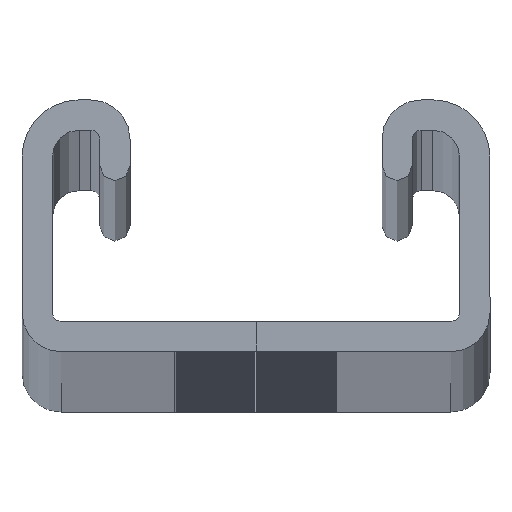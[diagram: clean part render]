
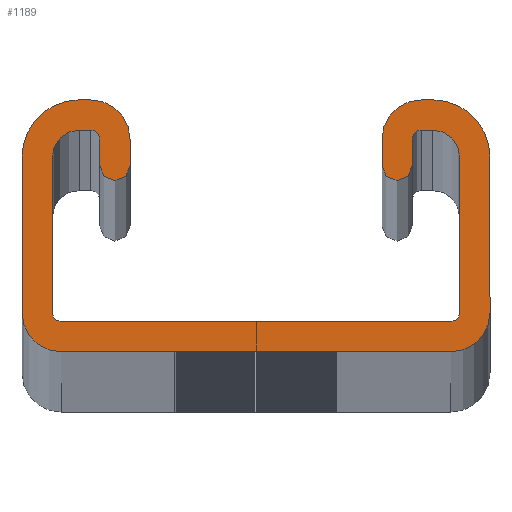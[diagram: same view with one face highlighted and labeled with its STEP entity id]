
A CAD part, top view. The second image highlights one B-rep face of the part: STEP entity #1189.
In plain terms, the highlighted planar face has unit normal (0, 0, 1).
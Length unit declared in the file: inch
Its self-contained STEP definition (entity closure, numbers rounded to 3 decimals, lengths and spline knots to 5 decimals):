
#1189=ADVANCED_FACE('',(#2493),#2494,.T.);
#2493=FACE_OUTER_BOUND('',#5463,.T.);
#2494=PLANE('',#5464);
#5463=EDGE_LOOP('',(#8599,#8600,#8601,#8602,#8603,#8604,#8605,#8606,#8607,#8608,#8609,#8610,#8611,#8612,#8613,#8614,#8615,#8616,#8617,#8618,#8619,#8620,#8621,#8622,#8623,#8624,#8625,#8626));
#5464=AXIS2_PLACEMENT_3D('',#8627,#8628,#8629);
#8599=ORIENTED_EDGE('',*,*,#8838,.F.);
#8600=ORIENTED_EDGE('',*,*,#9228,.F.);
#8601=ORIENTED_EDGE('',*,*,#9140,.F.);
#8602=ORIENTED_EDGE('',*,*,#9668,.F.);
#8603=ORIENTED_EDGE('',*,*,#8994,.F.);
#8604=ORIENTED_EDGE('',*,*,#8938,.F.);
#8605=ORIENTED_EDGE('',*,*,#8821,.F.);
#8606=ORIENTED_EDGE('',*,*,#9883,.F.);
#8607=ORIENTED_EDGE('',*,*,#10065,.F.);
#8608=ORIENTED_EDGE('',*,*,#9002,.F.);
#8609=ORIENTED_EDGE('',*,*,#10198,.F.);
#8610=ORIENTED_EDGE('',*,*,#9173,.F.);
#8611=ORIENTED_EDGE('',*,*,#8724,.F.);
#8612=ORIENTED_EDGE('',*,*,#9463,.F.);
#8613=ORIENTED_EDGE('',*,*,#8681,.F.);
#8614=ORIENTED_EDGE('',*,*,#9815,.F.);
#8615=ORIENTED_EDGE('',*,*,#9575,.F.);
#8616=ORIENTED_EDGE('',*,*,#9959,.F.);
#8617=ORIENTED_EDGE('',*,*,#9379,.F.);
#8618=ORIENTED_EDGE('',*,*,#9361,.F.);
#8619=ORIENTED_EDGE('',*,*,#9203,.F.);
#8620=ORIENTED_EDGE('',*,*,#8825,.F.);
#8621=ORIENTED_EDGE('',*,*,#9186,.F.);
#8622=ORIENTED_EDGE('',*,*,#10177,.F.);
#8623=ORIENTED_EDGE('',*,*,#9517,.F.);
#8624=ORIENTED_EDGE('',*,*,#8941,.F.);
#8625=ORIENTED_EDGE('',*,*,#10073,.F.);
#8626=ORIENTED_EDGE('',*,*,#10148,.F.);
#8627=CARTESIAN_POINT('',(0.,0.36209,120.0));
#8628=DIRECTION('',(0.0,0.0,1.0));
#8629=DIRECTION('',(1.0,0.0,0.0));
#8681=EDGE_CURVE('',#10258,#10259,#10260,.T.);
#8724=EDGE_CURVE('',#10339,#10340,#10341,.T.);
#8821=EDGE_CURVE('',#10510,#10511,#10512,.T.);
#8825=EDGE_CURVE('',#10516,#10517,#10518,.T.);
#8838=EDGE_CURVE('',#10537,#10538,#10539,.T.);
#8938=EDGE_CURVE('',#10511,#10711,#10712,.T.);
#8941=EDGE_CURVE('',#10715,#10716,#10717,.T.);
#8994=EDGE_CURVE('',#10711,#10808,#10809,.T.);
#9002=EDGE_CURVE('',#10821,#10822,#10823,.T.);
#9140=EDGE_CURVE('',#11049,#11050,#11051,.T.);
#9173=EDGE_CURVE('',#10340,#11106,#11107,.T.);
#9186=EDGE_CURVE('',#11128,#10516,#11129,.T.);
#9203=EDGE_CURVE('',#10517,#11156,#11157,.T.);
#9228=EDGE_CURVE('',#11050,#10537,#11196,.T.);
#9361=EDGE_CURVE('',#11156,#11405,#11406,.T.);
#9379=EDGE_CURVE('',#11405,#11430,#11431,.T.);
#9463=EDGE_CURVE('',#10259,#10339,#11557,.T.);
#9517=EDGE_CURVE('',#10716,#11643,#11644,.T.);
#9575=EDGE_CURVE('',#11728,#11729,#11730,.T.);
#9668=EDGE_CURVE('',#10808,#11049,#11865,.T.);
#9815=EDGE_CURVE('',#11729,#10258,#12080,.T.);
#9883=EDGE_CURVE('',#12162,#10510,#12163,.T.);
#9959=EDGE_CURVE('',#11430,#11728,#12264,.T.);
#10065=EDGE_CURVE('',#10822,#12162,#12395,.T.);
#10073=EDGE_CURVE('',#12403,#10715,#12404,.T.);
#10148=EDGE_CURVE('',#10538,#12403,#12479,.T.);
#10177=EDGE_CURVE('',#11643,#11128,#12508,.T.);
#10198=EDGE_CURVE('',#11106,#10821,#12529,.T.);
#10258=VERTEX_POINT('',#12632);
#10259=VERTEX_POINT('',#12633);
#10260=CIRCLE('',#12634,0.19875);
#10339=VERTEX_POINT('',#12745);
#10340=VERTEX_POINT('',#12746);
#10341=CIRCLE('',#12747,0.13625);
#10510=VERTEX_POINT('',#13048);
#10511=VERTEX_POINT('',#13049);
#10512=CIRCLE('',#13050,0.09375);
#10516=VERTEX_POINT('',#13056);
#10517=VERTEX_POINT('',#13057);
#10518=LINE('',#13058,#13059);
#10537=VERTEX_POINT('',#13091);
#10538=VERTEX_POINT('',#13092);
#10539=CIRCLE('',#13093,0.09375);
#10711=VERTEX_POINT('',#13395);
#10712=LINE('',#13396,#13397);
#10715=VERTEX_POINT('',#13401);
#10716=VERTEX_POINT('',#13402);
#10717=LINE('',#13403,#13404);
#10808=VERTEX_POINT('',#13576);
#10809=CIRCLE('',#13577,0.03125);
#10821=VERTEX_POINT('',#13598);
#10822=VERTEX_POINT('',#13599);
#10823=LINE('',#13600,#13601);
#11049=VERTEX_POINT('',#14005);
#11050=VERTEX_POINT('',#14006);
#11051=CIRCLE('',#14007,0.03125);
#11106=VERTEX_POINT('',#14107);
#11107=LINE('',#14108,#14109);
#11128=VERTEX_POINT('',#14147);
#11129=CIRCLE('',#14148,0.13625);
#11156=VERTEX_POINT('',#14195);
#11157=CIRCLE('',#14196,0.19875);
#11196=LINE('',#14261,#14262);
#11405=VERTEX_POINT('',#14655);
#11406=LINE('',#14656,#14657);
#11430=VERTEX_POINT('',#14701);
#11431=CIRCLE('',#14702,0.13625);
#11557=LINE('',#14946,#14947);
#11643=VERTEX_POINT('',#15101);
#11644=CIRCLE('',#15102,0.0525);
#11728=VERTEX_POINT('',#15260);
#11729=VERTEX_POINT('',#15261);
#11730=CIRCLE('',#15262,0.13625);
#11865=LINE('',#15600,#15601);
#12080=LINE('',#16080,#16081);
#12162=VERTEX_POINT('',#16235);
#12163=LINE('',#16236,#16237);
#12264=LINE('',#16487,#16488);
#12395=CIRCLE('',#16790,0.03125);
#12403=VERTEX_POINT('',#16801);
#12404=CIRCLE('',#16802,0.03125);
#12479=LINE('',#16898,#16899);
#12508=LINE('',#16933,#16934);
#12529=CIRCLE('',#16956,0.0525);
#12632=CARTESIAN_POINT('',(-0.8125,0.67625,120.0));
#12633=CARTESIAN_POINT('',(-0.61375,0.875,120.0));
#12634=AXIS2_PLACEMENT_3D('',#16977,#16978,#16979);
#12745=CARTESIAN_POINT('',(-0.57375,0.875,120.0));
#12746=CARTESIAN_POINT('',(-0.4375,0.73875,120.0));
#12747=AXIS2_PLACEMENT_3D('',#17042,#17043,#17044);
#13048=CARTESIAN_POINT('',(-0.61375,0.77,120.0));
#13049=CARTESIAN_POINT('',(-0.7075,0.67625,120.0));
#13050=AXIS2_PLACEMENT_3D('',#17093,#17094,#17095);
#13056=CARTESIAN_POINT('',(0.57375,0.875,120.0));
#13057=CARTESIAN_POINT('',(0.61375,0.875,120.0));
#13058=CARTESIAN_POINT('',(0.61375,0.875,120.0));
#13059=VECTOR('',#17098,1.0);
#13091=CARTESIAN_POINT('',(0.7075,0.67625,120.0));
#13092=CARTESIAN_POINT('',(0.61375,0.77,120.0));
#13093=AXIS2_PLACEMENT_3D('',#17106,#17107,#17108);
#13395=CARTESIAN_POINT('',(-0.7075,0.13625,120.0));
#13396=CARTESIAN_POINT('',(-0.7075,0.13625,120.0));
#13397=VECTOR('',#17161,1.0);
#13401=CARTESIAN_POINT('',(0.5425,0.73875,120.0));
#13402=CARTESIAN_POINT('',(0.5425,0.6465,120.0));
#13403=CARTESIAN_POINT('',(0.5425,0.6465,120.0));
#13404=VECTOR('',#17163,1.0);
#13576=CARTESIAN_POINT('',(-0.67625,0.105,120.0));
#13577=AXIS2_PLACEMENT_3D('',#17185,#17186,#17187);
#13598=CARTESIAN_POINT('',(-0.5425,0.6465,120.0));
#13599=CARTESIAN_POINT('',(-0.5425,0.73875,120.0));
#13600=CARTESIAN_POINT('',(-0.5425,0.73875,120.0));
#13601=VECTOR('',#17191,1.0);
#14005=CARTESIAN_POINT('',(0.67625,0.105,120.0));
#14006=CARTESIAN_POINT('',(0.7075,0.13625,120.0));
#14007=AXIS2_PLACEMENT_3D('',#17262,#17263,#17264);
#14107=CARTESIAN_POINT('',(-0.4375,0.6465,120.0));
#14108=CARTESIAN_POINT('',(-0.4375,0.6465,120.0));
#14109=VECTOR('',#17280,1.0);
#14147=CARTESIAN_POINT('',(0.4375,0.73875,120.0));
#14148=AXIS2_PLACEMENT_3D('',#17286,#17287,#17288);
#14195=CARTESIAN_POINT('',(0.8125,0.67625,120.0));
#14196=AXIS2_PLACEMENT_3D('',#17297,#17298,#17299);
#14261=CARTESIAN_POINT('',(0.7075,0.67625,120.0));
#14262=VECTOR('',#17314,1.0);
#14655=CARTESIAN_POINT('',(0.8125,0.13625,120.0));
#14656=CARTESIAN_POINT('',(0.8125,0.13625,120.0));
#14657=VECTOR('',#17373,1.0);
#14701=CARTESIAN_POINT('',(0.67625,0.0,120.0));
#14702=AXIS2_PLACEMENT_3D('',#17382,#17383,#17384);
#14946=CARTESIAN_POINT('',(-0.57375,0.875,120.0));
#14947=VECTOR('',#17419,1.0);
#15101=CARTESIAN_POINT('',(0.4375,0.6465,120.0));
#15102=AXIS2_PLACEMENT_3D('',#17446,#17447,#17448);
#15260=CARTESIAN_POINT('',(-0.67625,0.0,120.0));
#15261=CARTESIAN_POINT('',(-0.8125,0.13625,120.0));
#15262=AXIS2_PLACEMENT_3D('',#17475,#17476,#17477);
#15600=CARTESIAN_POINT('',(0.67625,0.105,120.0));
#15601=VECTOR('',#17507,1.0);
#16080=CARTESIAN_POINT('',(-0.8125,0.67625,120.0));
#16081=VECTOR('',#17571,1.0);
#16235=CARTESIAN_POINT('',(-0.57375,0.77,120.0));
#16236=CARTESIAN_POINT('',(-0.61375,0.77,120.0));
#16237=VECTOR('',#17596,1.0);
#16487=CARTESIAN_POINT('',(-0.67625,0.0,120.0));
#16488=VECTOR('',#17623,1.0);
#16790=AXIS2_PLACEMENT_3D('',#17663,#17664,#17665);
#16801=CARTESIAN_POINT('',(0.57375,0.77,120.0));
#16802=AXIS2_PLACEMENT_3D('',#17669,#17670,#17671);
#16898=CARTESIAN_POINT('',(0.57375,0.77,120.0));
#16899=VECTOR('',#17693,1.0);
#16933=CARTESIAN_POINT('',(0.4375,0.73875,120.0));
#16934=VECTOR('',#17699,1.0);
#16956=AXIS2_PLACEMENT_3D('',#17701,#17702,#17703);
#16977=CARTESIAN_POINT('',(-0.61375,0.67625,120.0));
#16978=DIRECTION('',(0.0,0.0,-1.0));
#16979=DIRECTION('',(1.0,0.0,0.0));
#17042=CARTESIAN_POINT('',(-0.57375,0.73875,120.0));
#17043=DIRECTION('',(0.0,0.0,-1.0));
#17044=DIRECTION('',(1.0,0.0,0.0));
#17093=CARTESIAN_POINT('',(-0.61375,0.67625,120.0));
#17094=DIRECTION('',(0.0,0.0,1.0));
#17095=DIRECTION('',(1.0,0.0,0.0));
#17098=DIRECTION('',(1.0,0.0,0.0));
#17106=CARTESIAN_POINT('',(0.61375,0.67625,120.0));
#17107=DIRECTION('',(0.0,0.0,1.0));
#17108=DIRECTION('',(1.0,0.0,0.0));
#17161=DIRECTION('',(0.,-1.0,0.0));
#17163=DIRECTION('',(-0.0,-1.0,-0.0));
#17185=CARTESIAN_POINT('',(-0.67625,0.13625,120.0));
#17186=DIRECTION('',(0.0,0.0,1.0));
#17187=DIRECTION('',(1.0,0.0,0.0));
#17191=DIRECTION('',(0.0,1.0,0.0));
#17262=CARTESIAN_POINT('',(0.67625,0.13625,120.0));
#17263=DIRECTION('',(0.0,0.0,1.0));
#17264=DIRECTION('',(1.0,0.0,0.0));
#17280=DIRECTION('',(-0.0,-1.0,-0.0));
#17286=CARTESIAN_POINT('',(0.57375,0.73875,120.0));
#17287=DIRECTION('',(0.0,0.0,-1.0));
#17288=DIRECTION('',(1.0,0.0,0.0));
#17297=CARTESIAN_POINT('',(0.61375,0.67625,120.0));
#17298=DIRECTION('',(0.0,0.0,-1.0));
#17299=DIRECTION('',(1.0,0.0,0.0));
#17314=DIRECTION('',(0.,1.0,0.0));
#17373=DIRECTION('',(0.,-1.0,0.0));
#17382=CARTESIAN_POINT('',(0.67625,0.13625,120.0));
#17383=DIRECTION('',(0.0,0.0,-1.0));
#17384=DIRECTION('',(1.0,0.0,0.0));
#17419=DIRECTION('',(1.0,0.,0.0));
#17446=CARTESIAN_POINT('',(0.49,0.6465,120.0));
#17447=DIRECTION('',(0.0,0.0,-1.0));
#17448=DIRECTION('',(1.0,0.0,0.0));
#17475=CARTESIAN_POINT('',(-0.67625,0.13625,120.0));
#17476=DIRECTION('',(0.0,0.0,-1.0));
#17477=DIRECTION('',(1.0,0.0,0.0));
#17507=DIRECTION('',(1.0,0.0,0.0));
#17571=DIRECTION('',(0.,1.0,0.0));
#17596=DIRECTION('',(-1.0,0.,-0.0));
#17623=DIRECTION('',(-1.0,-0.0,-0.0));
#17663=CARTESIAN_POINT('',(-0.57375,0.73875,120.0));
#17664=DIRECTION('',(0.0,0.0,1.0));
#17665=DIRECTION('',(1.0,0.0,0.0));
#17669=CARTESIAN_POINT('',(0.57375,0.73875,120.0));
#17670=DIRECTION('',(0.0,0.0,1.0));
#17671=DIRECTION('',(1.0,0.0,0.0));
#17693=DIRECTION('',(-1.0,0.,0.0));
#17699=DIRECTION('',(0.0,1.0,0.0));
#17701=CARTESIAN_POINT('',(-0.49,0.6465,120.0));
#17702=DIRECTION('',(0.0,0.0,-1.0));
#17703=DIRECTION('',(1.0,0.0,0.0));
